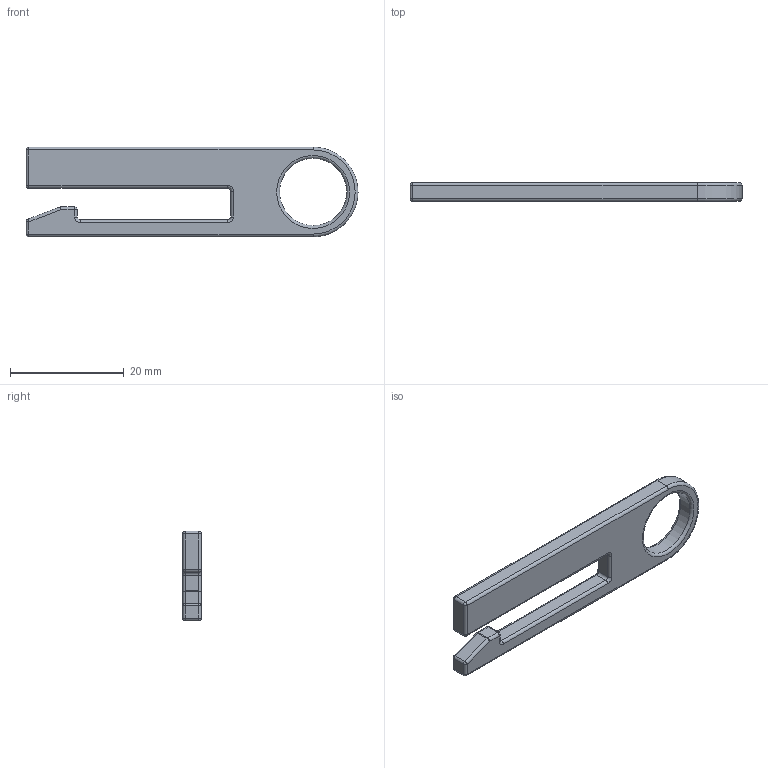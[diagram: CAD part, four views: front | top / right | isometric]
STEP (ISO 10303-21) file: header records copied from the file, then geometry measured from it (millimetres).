
FILE_DESCRIPTION(('FreeCAD Model'),'2;1');
FILE_NAME('Open CASCADE Shape Model','2025-10-29T19:27:31',(''),(''), 'Open CASCADE STEP processor 7.8','FreeCAD','Unknown');
FILE_SCHEMA(('AUTOMOTIVE_DESIGN { 1 0 10303 214 1 1 1 1 }'));
Length unit declared in the file: millimetre
Products named in the file (1): BottomLockInsert
Bounding box: 58.4 x 3.3 x 15.8 mm (x, y, z)
Volume: 1954.1 mm3; surface area: 1923.6 mm2
Topology: 1 solids, 1 shells, 65 faces, 147 edges, 72 vertices
Faces by surface type: cylinder 31, plane 12, sphere 12, torus 10
Full cylindrical faces by diameter (mm): 11.804 x1
Entity records: 1717 total; most frequent: DIRECTION 341, CARTESIAN_POINT 273, ORIENTED_EDGE 270, AXIS2_PLACEMENT_3D 140, EDGE_CURVE 135, CIRCLE 74, VERTEX_POINT 72, FACE_BOUND 67
